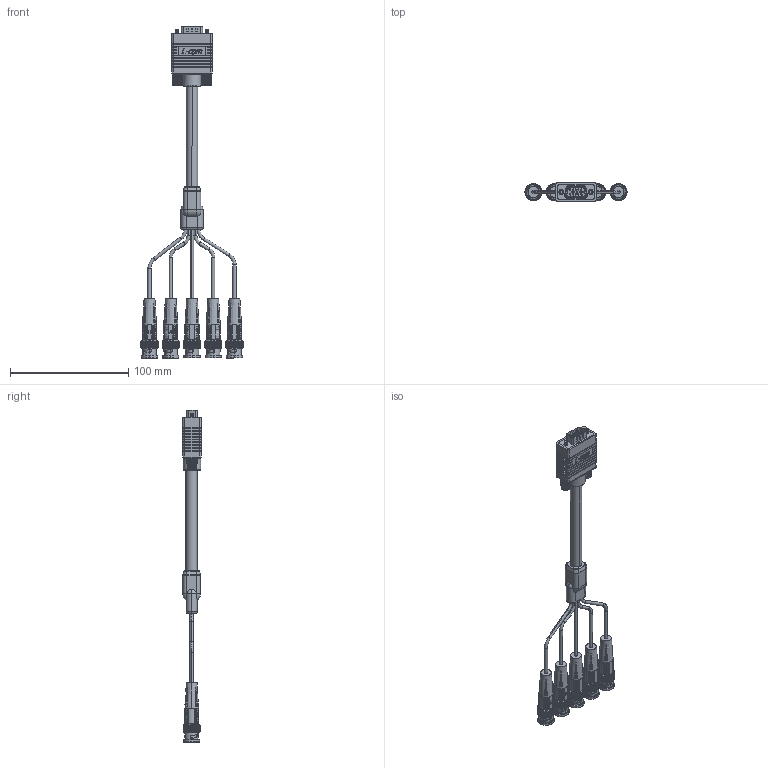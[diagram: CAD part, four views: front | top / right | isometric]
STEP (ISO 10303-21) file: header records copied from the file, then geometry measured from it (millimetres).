
FILE_DESCRIPTION (( 'STEP AP214' ), '1' );
FILE_NAME ('CTL5CAT-3B.STEP', '2009-01-16T14:22:01', ( ' ' ), ( ' ' ), 'SwSTEP 2.0', 'SolidWorks 2008', '' );
FILE_SCHEMA (( 'AUTOMOTIVE_DESIGN' ));
Length unit declared in the file: inch
Products named in the file (21): MTN-314_??; CTL5CAT-3B; CTL5 CABLE LINE 3D_??; MTN-209; 3AB01-117; 1AJ06-029_CRMN9 Screw; 1AB05-040-MA3 ; 1AB05-040-MA2 ; MTN-208; MTN-147_BLANK ONE SIDE; 1AY03-022; 1AY03-021; 1AB05-040-MA1 _with flange; 1AB05-040 ; 1AC04-003; MTN-147_"V" INSERT; MTN-147_"H" INSERT; 1AV02-007_SINGLE CONTACT
Assembly tree (39 placements, depth 4):
  CTL5CAT-3B
    MTN-147_BLANK ONE SIDE  x3
      1AB05-040 
        1AB05-040-MA3 
        1AB05-040-MA2 
        1AB05-040-MA1 _with flange
      MTN-147_BLANK ONE SIDE
    MTN-147_"V" INSERT
      MTN-147_"V" INSERT
      1AB05-040 
        1AB05-040-MA3 
        1AB05-040-MA2 
        1AB05-040-MA1 _with flange
    MTN-314_??
    MTN-147_"H" INSERT
      MTN-147_"H" INSERT
      1AB05-040 
        1AB05-040-MA3 
        1AB05-040-MA2 
        1AB05-040-MA1 _with flange
    3AB01-117
      1AY03-021
      1AV02-007_SINGLE CONTACT  x15
      MTN-209
      1AY03-022
      1AJ06-029_CRMN9 Screw  x2
      MTN-208
      1AC04-003
    CTL5 CABLE LINE 3D_??
Bounding box: 86.47 x 15.67 x 281.14 mm (x, y, z)
Volume: 63633.9 mm3; surface area: 48376 mm2
Topology: 73 solids, 73 shells, 6511 faces, 17580 edges, 11503 vertices
Faces by surface type: plane 4344, cylinder 1494, torus 312, bspline 217, cone 118, sphere 26
Entity records: 112511 total; most frequent: CARTESIAN_POINT 26816, ORIENTED_EDGE 17132, DIRECTION 16041, EDGE_CURVE 8566, VECTOR 6335, LINE 6335, VERTEX_POINT 5603, AXIS2_PLACEMENT_3D 4853
